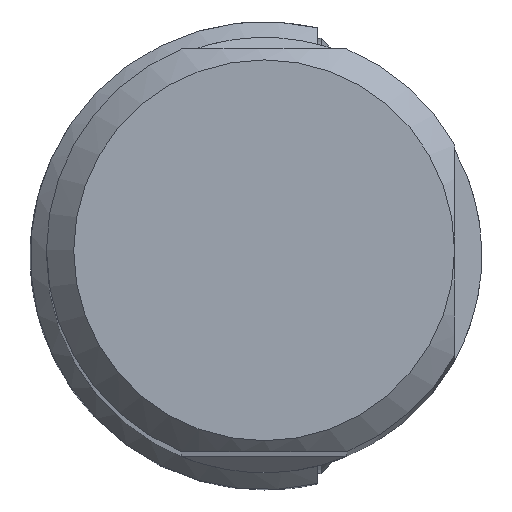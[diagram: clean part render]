
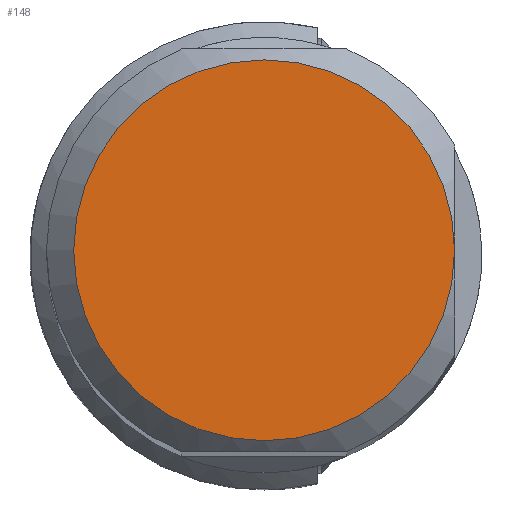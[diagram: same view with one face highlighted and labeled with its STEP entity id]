
A CAD part, top view. The second image highlights one B-rep face of the part: STEP entity #148.
In plain terms, the highlighted planar face has unit normal (0, 0, 1).
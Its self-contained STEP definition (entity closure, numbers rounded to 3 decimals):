
#79=FACE_OUTER_BOUND('',#290,.T.);
#148=ADVANCED_FACE('SHANK_FACE_BACK',(#79),#193,.F.);
#193=PLANE('',#747);
#290=EDGE_LOOP('',(#402));
#402=ORIENTED_EDGE('',*,*,#604,.T.);
#532=VERTEX_POINT('',#1143);
#604=EDGE_CURVE('',#532,#532,#661,.T.);
#661=CIRCLE('',#746,17.5);
#746=AXIS2_PLACEMENT_3D('',#1142,#881,#882);
#747=AXIS2_PLACEMENT_3D('',#1144,#883,#884);
#881=DIRECTION('',(0.,0.,1.));
#882=DIRECTION('',(-1.,0.,0.));
#883=DIRECTION('',(0.,0.,-1.));
#884=DIRECTION('',(1.,0.,0.));
#1142=CARTESIAN_POINT('',(0.,0.,0.));
#1143=CARTESIAN_POINT('',(17.5,0.,0.));
#1144=CARTESIAN_POINT('',(0.,0.,0.));
